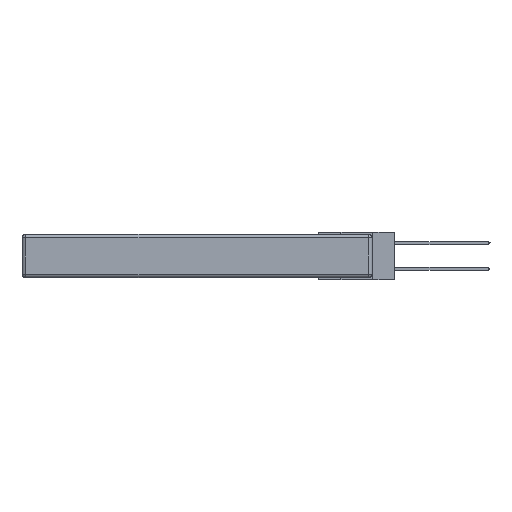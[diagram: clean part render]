
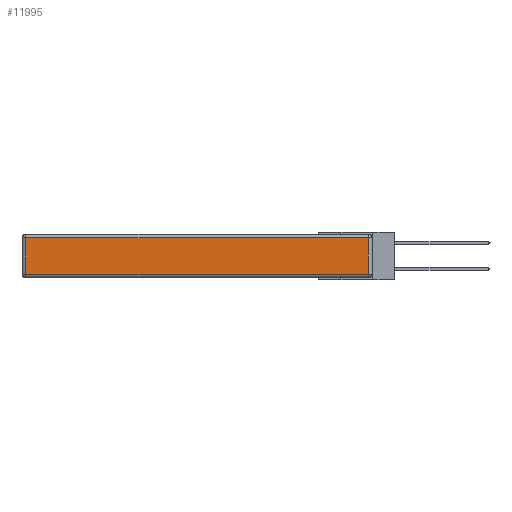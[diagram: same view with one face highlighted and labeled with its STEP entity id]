
A CAD part, left-side view. The second image highlights one B-rep face of the part: STEP entity #11995.
In plain terms, the highlighted planar face has unit normal (-1, 0, 0).
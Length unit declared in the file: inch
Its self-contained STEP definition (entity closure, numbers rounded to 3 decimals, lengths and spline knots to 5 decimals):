
#488 = CARTESIAN_POINT ( 'NONE',  ( 0., 0.03, -0.313 ) ) ;
#1286 = EDGE_LOOP ( 'NONE', ( #1875, #15101, #18768, #14777 ) ) ;
#1638 = EDGE_CURVE ( 'NONE', #16029, #15191, #4652, .T. ) ;
#1875 = ORIENTED_EDGE ( 'NONE', *, *, #4820, .T. ) ;
#2363 = FACE_OUTER_BOUND ( 'NONE', #1286, .T. ) ;
#2840 = CARTESIAN_POINT ( 'NONE',  ( 0., 0.03, -0.03 ) ) ;
#2934 = LINE ( 'NONE', #14241, #5355 ) ;
#4131 = DIRECTION ( 'NONE',  ( 0., 1., 0. ) ) ;
#4390 = CARTESIAN_POINT ( 'NONE',  ( 0., 2.72, -0.313 ) ) ;
#4436 = EDGE_CURVE ( 'NONE', #6812, #21832, #8530, .T. ) ;
#4652 = LINE ( 'NONE', #16201, #20734 ) ;
#4820 = EDGE_CURVE ( 'NONE', #15191, #6812, #2934, .T. ) ;
#5355 = VECTOR ( 'NONE', #5907, 39.37008 ) ;
#5907 = DIRECTION ( 'NONE',  ( 0., -1., 0. ) ) ;
#6812 = VERTEX_POINT ( 'NONE', #488 ) ;
#7819 = DIRECTION ( 'NONE',  ( 0., 0., -1. ) ) ;
#8530 = LINE ( 'NONE', #12864, #18230 ) ;
#10486 = CARTESIAN_POINT ( 'NONE',  ( 0., 2.72, -0.03 ) ) ;
#10634 = AXIS2_PLACEMENT_3D ( 'NONE', #16942, #15015, #18433 ) ;
#11673 = PLANE ( 'NONE',  #10634 ) ;
#11995 = ADVANCED_FACE ( 'NONE', ( #2363 ), #11673, .T. ) ;
#12608 = CARTESIAN_POINT ( 'NONE',  ( 0., 2.75, -0.03 ) ) ;
#12864 = CARTESIAN_POINT ( 'NONE',  ( 0., 0.03, -0.343 ) ) ;
#14241 = CARTESIAN_POINT ( 'NONE',  ( 0., 0., -0.313 ) ) ;
#14777 = ORIENTED_EDGE ( 'NONE', *, *, #1638, .T. ) ;
#15015 = DIRECTION ( 'NONE',  ( -1., 0., 0. ) ) ;
#15101 = ORIENTED_EDGE ( 'NONE', *, *, #4436, .T. ) ;
#15119 = LINE ( 'NONE', #12608, #18331 ) ;
#15191 = VERTEX_POINT ( 'NONE', #4390 ) ;
#16029 = VERTEX_POINT ( 'NONE', #10486 ) ;
#16201 = CARTESIAN_POINT ( 'NONE',  ( 0., 2.72, -0.343 ) ) ;
#16591 = EDGE_CURVE ( 'NONE', #21832, #16029, #15119, .T. ) ;
#16942 = CARTESIAN_POINT ( 'NONE',  ( 0., 0., -0.343 ) ) ;
#18230 = VECTOR ( 'NONE', #21377, 39.37008 ) ;
#18331 = VECTOR ( 'NONE', #4131, 39.37008 ) ;
#18433 = DIRECTION ( 'NONE',  ( 0., 0., 1. ) ) ;
#18768 = ORIENTED_EDGE ( 'NONE', *, *, #16591, .T. ) ;
#20734 = VECTOR ( 'NONE', #7819, 39.37008 ) ;
#21377 = DIRECTION ( 'NONE',  ( 0., 0., 1. ) ) ;
#21832 = VERTEX_POINT ( 'NONE', #2840 ) ;
